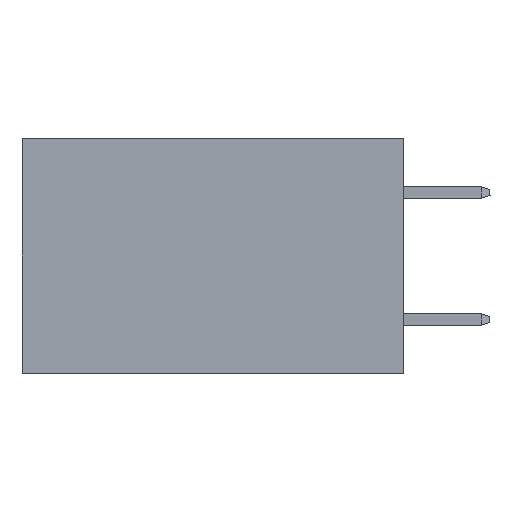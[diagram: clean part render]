
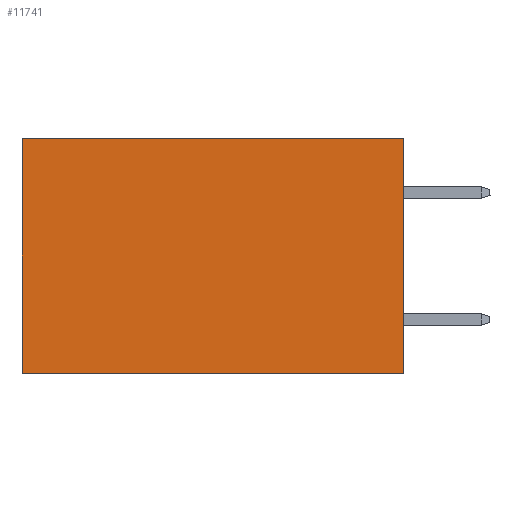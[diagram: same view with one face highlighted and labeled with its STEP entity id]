
A CAD part, left-side view. The second image highlights one B-rep face of the part: STEP entity #11741.
In plain terms, the highlighted planar face has unit normal (-1, 0, 0).
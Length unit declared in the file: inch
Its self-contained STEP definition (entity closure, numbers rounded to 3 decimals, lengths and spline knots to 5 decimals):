
#1050 = CARTESIAN_POINT ( 'NONE',  ( 0.2875, 0.6, -0.37 ) ) ;
#2304 = EDGE_LOOP ( 'NONE', ( #13152, #4323, #6777, #35236 ) ) ;
#3708 = FACE_OUTER_BOUND ( 'NONE', #2304, .T. ) ;
#4323 = ORIENTED_EDGE ( 'NONE', *, *, #34405, .F. ) ;
#5338 = CARTESIAN_POINT ( 'NONE',  ( 0.2875, 0., 0. ) ) ;
#6493 = CARTESIAN_POINT ( 'NONE',  ( 0.2875, 0.6, 0. ) ) ;
#6777 = ORIENTED_EDGE ( 'NONE', *, *, #32859, .F. ) ;
#7830 = VERTEX_POINT ( 'NONE', #27895 ) ;
#7914 = EDGE_CURVE ( 'NONE', #33177, #20086, #20389, .T. ) ;
#8758 = LINE ( 'NONE', #35016, #35489 ) ;
#10461 = DIRECTION ( 'NONE',  ( 0., 1., 0. ) ) ;
#11741 = ADVANCED_FACE ( 'NONE', ( #3708 ), #34286, .F. ) ;
#13152 = ORIENTED_EDGE ( 'NONE', *, *, #34212, .T. ) ;
#16352 = LINE ( 'NONE', #30647, #32357 ) ;
#17753 = VECTOR ( 'NONE', #35816, 39.37008 ) ;
#20086 = VERTEX_POINT ( 'NONE', #6493 ) ;
#20389 = LINE ( 'NONE', #29957, #17753 ) ;
#20705 = DIRECTION ( 'NONE',  ( 0., 0., -1. ) ) ;
#21649 = CARTESIAN_POINT ( 'NONE',  ( 0.2875, 0.6, 0. ) ) ;
#22366 = VERTEX_POINT ( 'NONE', #1050 ) ;
#25079 = DIRECTION ( 'NONE',  ( 1., 0., 0. ) ) ;
#26937 = LINE ( 'NONE', #21649, #27364 ) ;
#27364 = VECTOR ( 'NONE', #30062, 39.37008 ) ;
#27895 = CARTESIAN_POINT ( 'NONE',  ( 0.2875, 0., -0.37 ) ) ;
#29854 = AXIS2_PLACEMENT_3D ( 'NONE', #30737, #25079, #36808 ) ;
#29957 = CARTESIAN_POINT ( 'NONE',  ( 0.2875, 0., 0. ) ) ;
#30062 = DIRECTION ( 'NONE',  ( 0., 0., -1. ) ) ;
#30647 = CARTESIAN_POINT ( 'NONE',  ( 0.2875, 0., -0.37 ) ) ;
#30737 = CARTESIAN_POINT ( 'NONE',  ( 0.2875, 0., 0. ) ) ;
#32357 = VECTOR ( 'NONE', #10461, 39.37008 ) ;
#32859 = EDGE_CURVE ( 'NONE', #33177, #7830, #8758, .T. ) ;
#33177 = VERTEX_POINT ( 'NONE', #5338 ) ;
#34212 = EDGE_CURVE ( 'NONE', #20086, #22366, #26937, .T. ) ;
#34286 = PLANE ( 'NONE',  #29854 ) ;
#34405 = EDGE_CURVE ( 'NONE', #7830, #22366, #16352, .T. ) ;
#35016 = CARTESIAN_POINT ( 'NONE',  ( 0.2875, 0., 0. ) ) ;
#35236 = ORIENTED_EDGE ( 'NONE', *, *, #7914, .T. ) ;
#35489 = VECTOR ( 'NONE', #20705, 39.37008 ) ;
#35816 = DIRECTION ( 'NONE',  ( 0., 1., 0. ) ) ;
#36808 = DIRECTION ( 'NONE',  ( 0., 0., -1. ) ) ;
